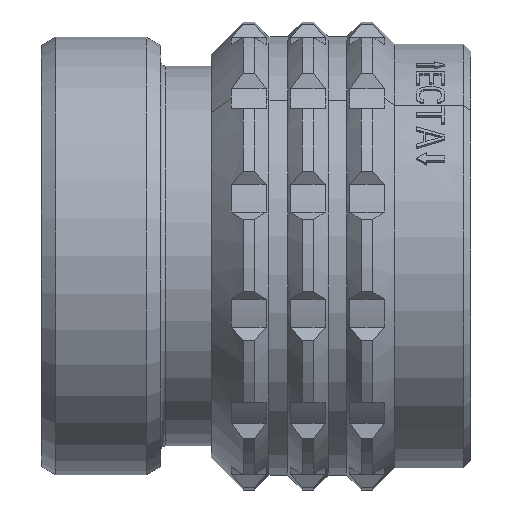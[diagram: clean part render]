
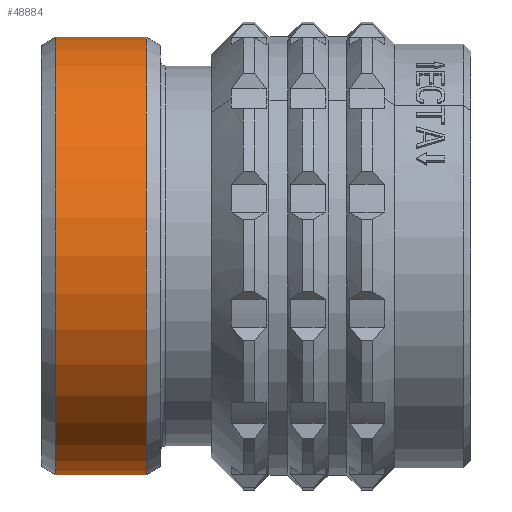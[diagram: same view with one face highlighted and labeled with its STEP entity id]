
A CAD part, top view. The second image highlights one B-rep face of the part: STEP entity #48884.
In plain terms, the highlighted cylindrical face has radius 15.175 mm (diameter 30.35 mm), a partial arc.
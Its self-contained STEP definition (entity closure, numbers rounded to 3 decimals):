
#7028=DIRECTION('',(-1.,0.,0.));
#7029=VECTOR('',#7028,6.3);
#7030=CARTESIAN_POINT('',(7.3,15.175,0.));
#7031=LINE('2859',#7030,#7029);
#7032=DIRECTION('',(-1.,0.,0.));
#7033=VECTOR('',#7032,6.3);
#7034=CARTESIAN_POINT('',(7.3,-15.175,0.));
#7035=LINE('2865',#7034,#7033);
#7041=CARTESIAN_POINT('',(7.3,0.,0.));
#7042=DIRECTION('',(1.,0.,0.));
#7043=DIRECTION('',(0.,1.,0.));
#7044=AXIS2_PLACEMENT_3D('',#7041,#7042,#7043);
#7046=CARTESIAN_POINT('',(1.,0.,0.));
#7047=DIRECTION('',(1.,0.,0.));
#7048=DIRECTION('',(0.,1.,0.));
#7049=AXIS2_PLACEMENT_3D('',#7046,#7047,#7048);
#34205=CARTESIAN_POINT('',(7.3,15.175,0.));
#34207=VERTEX_POINT('',#34205);
#34208=CARTESIAN_POINT('',(1.,15.175,0.));
#34209=VERTEX_POINT('',#34208);
#34217=CARTESIAN_POINT('',(7.3,-15.175,0.));
#34219=VERTEX_POINT('',#34217);
#34220=CARTESIAN_POINT('',(1.,-15.175,0.));
#34221=VERTEX_POINT('',#34220);
#48872=CARTESIAN_POINT('',(-1.49,0.,0.));
#48873=DIRECTION('',(1.,0.,0.));
#48874=DIRECTION('',(0.,-1.,0.));
#48875=AXIS2_PLACEMENT_3D('',#48872,#48873,#48874);
#48876=CYLINDRICAL_SURFACE('278',#48875,15.175);
#48877=ORIENTED_EDGE('2859',*,*,#48855,.F.);
#48878=ORIENTED_EDGE('2878',*,*,#48818,.T.);
#48879=ORIENTED_EDGE('2865',*,*,#48859,.T.);
#48881=ORIENTED_EDGE('2879',*,*,#48880,.F.);
#48882=EDGE_LOOP('278',(#48877,#48878,#48879,#48881));
#48883=FACE_OUTER_BOUND('278',#48882,.F.);
#7045=CIRCLE('2878',#7044,15.175);
#7050=CIRCLE('2879',#7049,15.175);
#48818=EDGE_CURVE('2878',#34207,#34219,#7045,.T.);
#48855=EDGE_CURVE('2859',#34207,#34209,#7031,.T.);
#48859=EDGE_CURVE('2865',#34219,#34221,#7035,.T.);
#48880=EDGE_CURVE('2879',#34209,#34221,#7050,.T.);
#48884=ADVANCED_FACE('278',(#48883),#48876,.T.);
